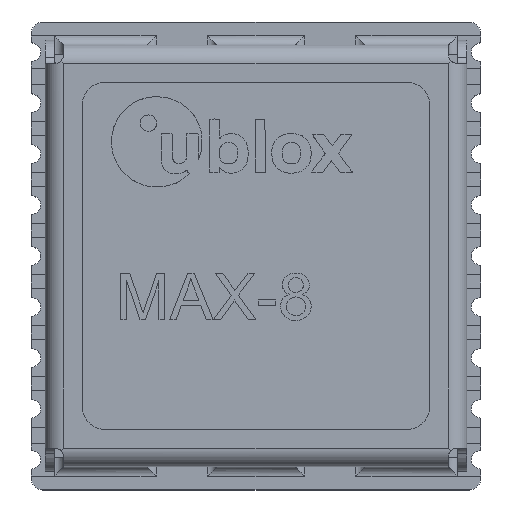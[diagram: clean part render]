
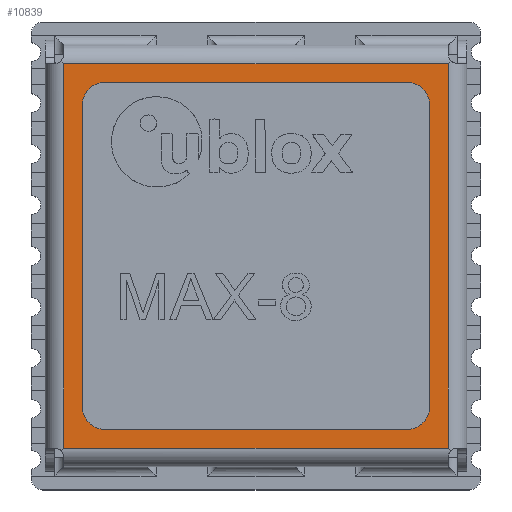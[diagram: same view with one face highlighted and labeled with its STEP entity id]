
A CAD part, top view. The second image highlights one B-rep face of the part: STEP entity #10839.
In plain terms, the highlighted planar face has unit normal (0, 0, 1).
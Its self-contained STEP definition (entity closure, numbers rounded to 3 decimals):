
#94=CIRCLE('',#10961,0.5);
#95=CIRCLE('',#10965,0.5);
#96=CIRCLE('',#10968,0.5);
#97=CIRCLE('',#10970,0.5);
#255=FACE_BOUND('',#1834,.T.);
#729=PLANE('',#11335);
#1266=FACE_OUTER_BOUND('',#1833,.T.);
#1833=EDGE_LOOP('',(#9976,#9977,#9978,#9979));
#1834=EDGE_LOOP('',(#9980,#9981,#9982,#9983,#9984,#9985,#9986,#9987));
#2235=LINE('',#17636,#3267);
#2238=LINE('',#17646,#3270);
#2242=LINE('',#17657,#3274);
#2243=LINE('',#17659,#3275);
#2864=LINE('',#19430,#3896);
#2866=LINE('',#19454,#3898);
#2867=LINE('',#19456,#3899);
#2868=LINE('',#19457,#3900);
#3267=VECTOR('',#11924,10.);
#3270=VECTOR('',#11935,10.);
#3274=VECTOR('',#11949,10.);
#3275=VECTOR('',#11952,10.);
#3896=VECTOR('',#13293,10.);
#3898=VECTOR('',#13301,10.);
#3899=VECTOR('',#13302,10.);
#3900=VECTOR('',#13303,10.);
#4842=VERTEX_POINT('',#17628);
#4843=VERTEX_POINT('',#17630);
#4844=VERTEX_POINT('',#17634);
#4845=VERTEX_POINT('',#17639);
#4846=VERTEX_POINT('',#17641);
#4847=VERTEX_POINT('',#17645);
#4848=VERTEX_POINT('',#17649);
#4849=VERTEX_POINT('',#17653);
#5366=VERTEX_POINT('',#19428);
#5367=VERTEX_POINT('',#19429);
#5370=VERTEX_POINT('',#19453);
#5371=VERTEX_POINT('',#19455);
#6147=EDGE_CURVE('',#4842,#4843,#94,.F.);
#6150=EDGE_CURVE('',#4842,#4844,#2235,.T.);
#6152=EDGE_CURVE('',#4845,#4846,#95,.F.);
#6154=EDGE_CURVE('',#4847,#4846,#2238,.T.);
#6156=EDGE_CURVE('',#4847,#4848,#96,.F.);
#6159=EDGE_CURVE('',#4849,#4844,#97,.F.);
#6160=EDGE_CURVE('',#4845,#4843,#2242,.T.);
#6161=EDGE_CURVE('',#4849,#4848,#2243,.T.);
#6928=EDGE_CURVE('',#5366,#5367,#2864,.T.);
#6934=EDGE_CURVE('',#5370,#5367,#2866,.T.);
#6935=EDGE_CURVE('',#5370,#5371,#2867,.T.);
#6936=EDGE_CURVE('',#5366,#5371,#2868,.T.);
#9976=ORIENTED_EDGE('',*,*,#6934,.F.);
#9977=ORIENTED_EDGE('',*,*,#6935,.T.);
#9978=ORIENTED_EDGE('',*,*,#6936,.F.);
#9979=ORIENTED_EDGE('',*,*,#6928,.T.);
#9980=ORIENTED_EDGE('',*,*,#6154,.T.);
#9981=ORIENTED_EDGE('',*,*,#6152,.F.);
#9982=ORIENTED_EDGE('',*,*,#6160,.T.);
#9983=ORIENTED_EDGE('',*,*,#6147,.F.);
#9984=ORIENTED_EDGE('',*,*,#6150,.T.);
#9985=ORIENTED_EDGE('',*,*,#6159,.F.);
#9986=ORIENTED_EDGE('',*,*,#6161,.T.);
#9987=ORIENTED_EDGE('',*,*,#6156,.F.);
#10839=ADVANCED_FACE('',(#1266,#255),#729,.T.);
#10961=AXIS2_PLACEMENT_3D('',#17631,#11918,#11919);
#10965=AXIS2_PLACEMENT_3D('',#17642,#11930,#11931);
#10968=AXIS2_PLACEMENT_3D('',#17650,#11939,#11940);
#10970=AXIS2_PLACEMENT_3D('',#17655,#11945,#11946);
#11335=AXIS2_PLACEMENT_3D('',#19452,#13299,#13300);
#11918=DIRECTION('center_axis',(0.,0.,-1.));
#11919=DIRECTION('ref_axis',(-0.707,0.707,0.));
#11924=DIRECTION('',(1.,0.,0.));
#11930=DIRECTION('center_axis',(0.,0.,-1.));
#11931=DIRECTION('ref_axis',(-0.707,-0.707,0.));
#11935=DIRECTION('',(-1.,0.,0.));
#11939=DIRECTION('center_axis',(0.,0.,-1.));
#11940=DIRECTION('ref_axis',(0.707,-0.707,0.));
#11945=DIRECTION('center_axis',(0.,0.,-1.));
#11946=DIRECTION('ref_axis',(0.707,0.707,0.));
#11949=DIRECTION('',(0.,1.,0.));
#11952=DIRECTION('',(0.,-1.,0.));
#13293=DIRECTION('',(0.,1.,0.));
#13299=DIRECTION('center_axis',(0.,0.,1.));
#13300=DIRECTION('ref_axis',(1.,0.,0.));
#13301=DIRECTION('',(1.,0.,0.));
#13302=DIRECTION('',(0.,-1.,0.));
#13303=DIRECTION('',(-1.,0.,0.));
#17628=CARTESIAN_POINT('',(-3.25,3.75,2.7));
#17630=CARTESIAN_POINT('',(-3.75,3.25,2.7));
#17631=CARTESIAN_POINT('Origin',(-3.25,3.25,2.7));
#17634=CARTESIAN_POINT('',(3.25,3.75,2.7));
#17636=CARTESIAN_POINT('',(1.875,3.75,2.7));
#17639=CARTESIAN_POINT('',(-3.75,-3.25,2.7));
#17641=CARTESIAN_POINT('',(-3.25,-3.75,2.7));
#17642=CARTESIAN_POINT('Origin',(-3.25,-3.25,2.7));
#17645=CARTESIAN_POINT('',(3.25,-3.75,2.7));
#17646=CARTESIAN_POINT('',(-1.875,-3.75,2.7));
#17649=CARTESIAN_POINT('',(3.75,-3.25,2.7));
#17650=CARTESIAN_POINT('Origin',(3.25,-3.25,2.7));
#17653=CARTESIAN_POINT('',(3.75,3.25,2.7));
#17655=CARTESIAN_POINT('Origin',(3.25,3.25,2.7));
#17657=CARTESIAN_POINT('',(-3.75,1.875,2.7));
#17659=CARTESIAN_POINT('',(3.75,-1.875,2.7));
#19428=CARTESIAN_POINT('',(4.15,-4.15,2.7));
#19429=CARTESIAN_POINT('',(4.15,4.15,2.7));
#19430=CARTESIAN_POINT('',(4.15,-4.55,2.7));
#19452=CARTESIAN_POINT('Origin',(0.,0.,
2.7));
#19453=CARTESIAN_POINT('',(-4.15,4.15,2.7));
#19454=CARTESIAN_POINT('',(2.075,4.15,2.7));
#19455=CARTESIAN_POINT('',(-4.15,-4.15,2.7));
#19456=CARTESIAN_POINT('',(-4.15,4.55,2.7));
#19457=CARTESIAN_POINT('',(-2.075,-4.15,2.7));
